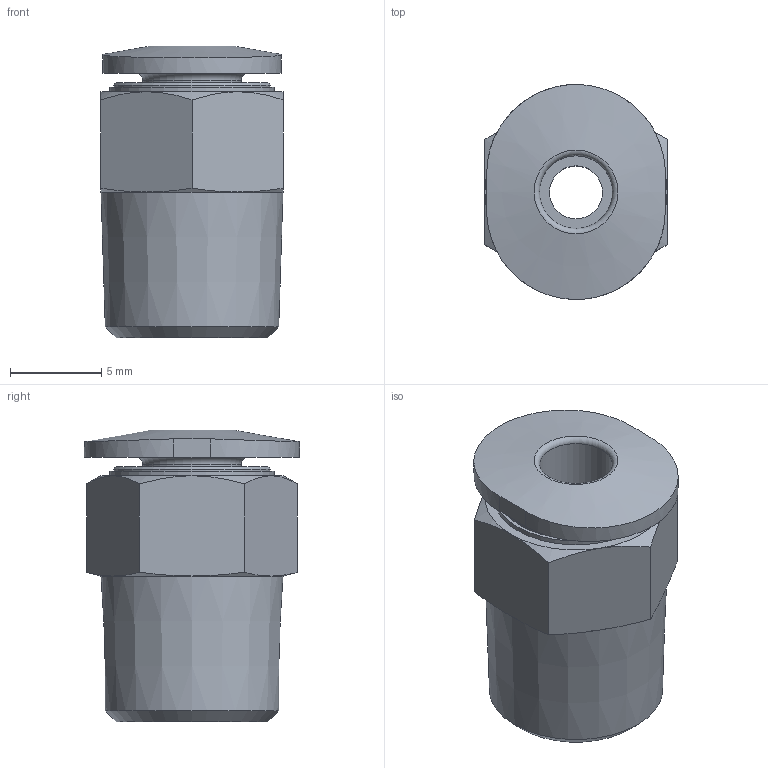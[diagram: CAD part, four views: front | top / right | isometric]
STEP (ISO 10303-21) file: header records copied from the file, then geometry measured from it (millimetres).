
FILE_DESCRIPTION(/* description */ ('STEP AP214'),/* implementation_level */ '2;1');
FILE_NAME(/* name */ '130755_QSM-1_8-4-100',/* time_stamp */ '2024-09-14T11:45:24+02:00',/* author */ ('License CC BY-ND 4.0'),/* organization */ ('CADENAS'),/* preprocessor_version */ 'ST-DEVELOPER v19.3',/* originating_system */ 'PARTsolutions',/* authorisation */ ' ');
FILE_SCHEMA (('AUTOMOTIVE_DESIGN {1 0 10303 214 3 1 1}'));
Length unit declared in the file: millimetre
Products named in the file (1): 130755 QSM-1/8-4-100
Bounding box: 10 x 11.8 x 16 mm (x, y, z)
Volume: 1047.7 mm3; surface area: 947.7 mm2
Topology: 1 solids, 1 shells, 41 faces, 84 edges, 50 vertices
Faces by surface type: cone 17, plane 15, cylinder 7, torus 2
Full cylindrical faces by diameter (mm): 2.9 x1, 4 x1, 5.4 x1, 8.6 x1, 9 x1
Entity records: 1345 total; most frequent: CARTESIAN_POINT 252, DIRECTION 158, ORIENTED_EDGE 142, AXIS2_PLACEMENT_3D 73, EDGE_CURVE 71, EDGE_LOOP 60, FACE_BOUND 60, VERTEX_POINT 49
